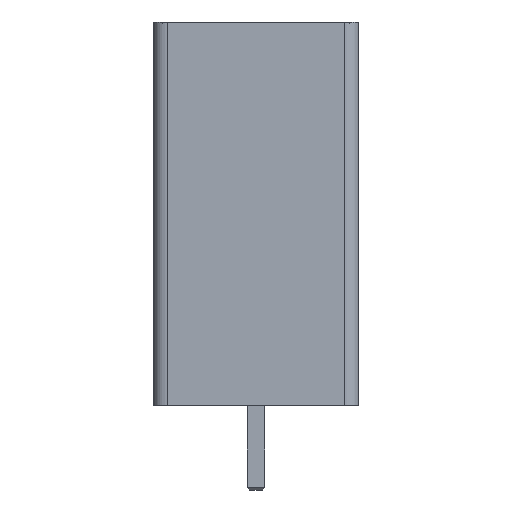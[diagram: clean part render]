
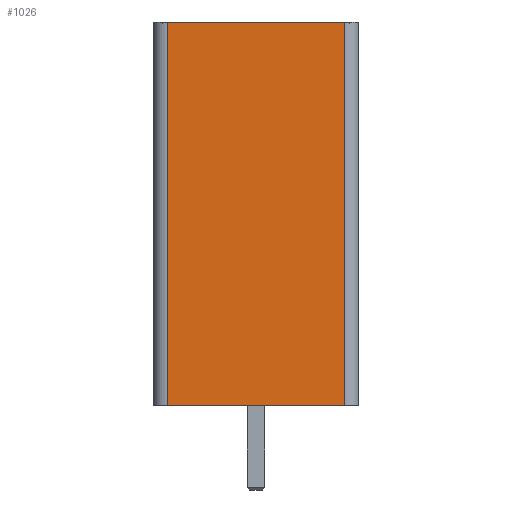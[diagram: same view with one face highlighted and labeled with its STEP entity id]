
A CAD part, left-side view. The second image highlights one B-rep face of the part: STEP entity #1026.
In plain terms, the highlighted planar face has unit normal (-1, 0, 0).
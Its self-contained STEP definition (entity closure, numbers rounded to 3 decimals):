
#13=DIRECTION('',(0.,0.,1.));
#30=DIRECTION('',(1.,0.,0.));
#32=PLANE('',#33);
#33=AXIS2_PLACEMENT_3D('',#34,#13,#30);
#34=CARTESIAN_POINT('',(-3.6,-3.75,14.));
#38=VECTOR('',#39,1.);
#39=DIRECTION('',(1.,0.));
#40=( GEOMETRIC_REPRESENTATION_CONTEXT(2) PARAMETRIC_REPRESENTATION_CONTEXT() REPRESENTATION_CONTEXT('2D SPACE','') );
#45=DIRECTION('',(0.,1.,0.));
#48=CARTESIAN_POINT('',(14.,0.));
#49=VECTOR('',#50,1.);
#50=DIRECTION('',(0.,1.));
#53=VERTEX_POINT('',#54);
#54=CARTESIAN_POINT('',(-3.6,3.25,14.));
#66=DIRECTION('',(0.,-1.));
#68=CYLINDRICAL_SURFACE('',#69,0.5);
#69=AXIS2_PLACEMENT_3D('',#70,#13,#45);
#70=CARTESIAN_POINT('',(-3.1,3.25,0.));
#74=ORIENTED_EDGE('',*,*,#75,.F.);
#75=EDGE_CURVE('',#76,#53,#78,.T.);
#76=VERTEX_POINT('',#77);
#77=CARTESIAN_POINT('',(-3.6,-3.25,14.));
#78=SURFACE_CURVE('',#79,(#81,#85),.PCURVE_S1.);
#79=LINE('',#34,#80);
#80=VECTOR('',#45,1.);
#81=PCURVE('',#32,#82);
#82=DEFINITIONAL_REPRESENTATION('',(#83),#40);
#83=LINE('',#84,#49);
#84=CARTESIAN_POINT('',(0.,0.));
#85=PCURVE('',#86,#89);
#86=PLANE('',#87);
#87=AXIS2_PLACEMENT_3D('',#88,#30,#13);
#88=CARTESIAN_POINT('',(-3.6,-3.75,0.));
#89=DEFINITIONAL_REPRESENTATION('',(#90),#40);
#90=LINE('',#48,#91);
#91=VECTOR('',#66,1.);
#106=CYLINDRICAL_SURFACE('',#107,0.5);
#107=AXIS2_PLACEMENT_3D('',#108,#13,#109);
#108=CARTESIAN_POINT('',(-3.1,-3.25,0.));
#109=DIRECTION('',(-1.,0.,0.));
#227=PLANE('',#228);
#228=AXIS2_PLACEMENT_3D('',#88,#13,#30);
#233=VECTOR('',#13,1.);
#750=DEFINITIONAL_REPRESENTATION('',(#751),#40);
#751=LINE('',#84,#91);
#997=DEFINITIONAL_REPRESENTATION('',(#998),#40);
#998=LINE('',#999,#49);
#999=CARTESIAN_POINT('',(1.571,0.));
#1006=VERTEX_POINT('',#1007);
#1007=CARTESIAN_POINT('',(-3.6,-3.25,0.));
#1017=ORIENTED_EDGE('',*,*,#1018,.F.);
#1018=EDGE_CURVE('',#1006,#76,#1019,.T.);
#1019=SURFACE_CURVE('',#1020,(#1021,#1022),.PCURVE_S1.);
#1020=LINE('',#1007,#233);
#1021=PCURVE('',#106,#82);
#1022=PCURVE('',#86,#1023);
#1023=DEFINITIONAL_REPRESENTATION('',(#1024),#40);
#1024=LINE('',#1025,#38);
#1025=CARTESIAN_POINT('',(0.,-0.5));
#1026=ADVANCED_FACE('',(#1027),#86,.F.);
#1027=FACE_BOUND('',#1028,.F.);
#1028=EDGE_LOOP('',(#74,#1017,#1029,#1037));
#1029=ORIENTED_EDGE('',*,*,#1030,.T.);
#1030=EDGE_CURVE('',#1006,#1031,#1033,.T.);
#1031=VERTEX_POINT('',#1032);
#1032=CARTESIAN_POINT('',(-3.6,3.25,0.));
#1033=SURFACE_CURVE('',#1034,(#1035,#1036),.PCURVE_S1.);
#1034=LINE('',#88,#80);
#1035=PCURVE('',#86,#750);
#1036=PCURVE('',#227,#82);
#1037=ORIENTED_EDGE('',*,*,#1038,.T.);
#1038=EDGE_CURVE('',#1031,#53,#1039,.T.);
#1039=SURFACE_CURVE('',#1040,(#1041,#1045),.PCURVE_S1.);
#1040=LINE('',#1032,#233);
#1041=PCURVE('',#86,#1042);
#1042=DEFINITIONAL_REPRESENTATION('',(#1043),#40);
#1043=LINE('',#1044,#38);
#1044=CARTESIAN_POINT('',(0.,-7.));
#1045=PCURVE('',#68,#997);
